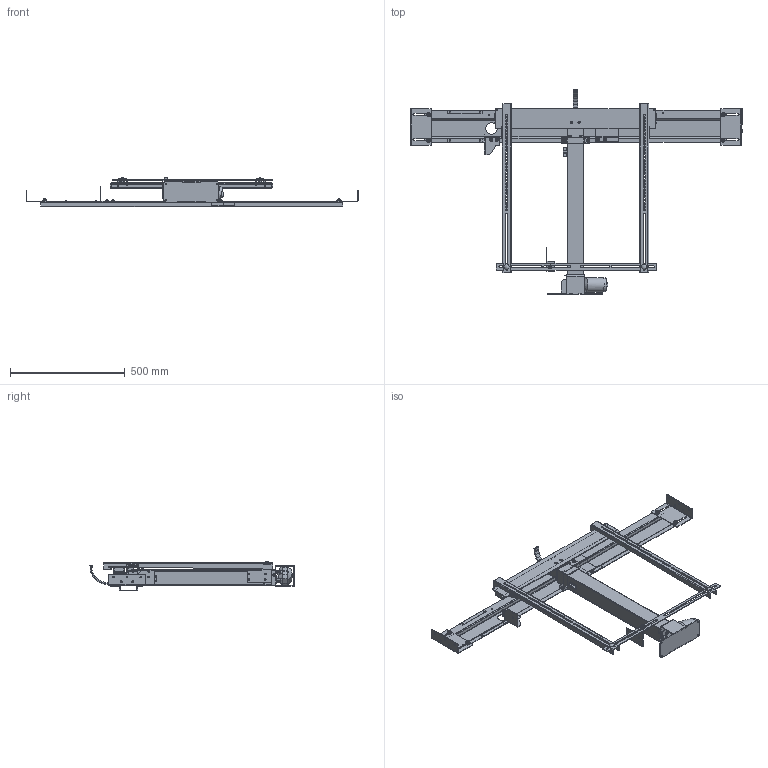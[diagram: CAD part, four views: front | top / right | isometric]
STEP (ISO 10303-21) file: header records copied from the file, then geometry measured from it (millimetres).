
FILE_DESCRIPTION((''),'2;1');
FILE_NAME('P3.00.00 PODNOŚNIK K3 PREMIUM_Uproszczony.stp','2018-10-31T13:47:34',('m.krzysiek'),(''),'Autodesk Inventor 2011','Autodesk Inventor 2011','');
FILE_SCHEMA(('AUTOMOTIVE_DESIGN { 1 0 10303 214 1 1 1 1 }'));
Length unit declared in the file: millimetre
Products named in the file (45): P3.00.00 PODNOŚNIK K3 PREMIUM; P3.01.00 Moduł napędu_uproszczony; KE.09.00 Zespł podstawy K_Model uproszczony; KE.09.01 Moduł podstawy; KE.09.01.01 Płytka silnika; PK.09.01.02 Podstawa; KE.09.01.03 Uchwyt sztycy pionowej; SILNIK 107.692_FCEE; PK.03.00 Oslona krancowki; K3.01.02 Zespół teleskopu K3_uproszczony; K3.01.02.01 Profil zewnętrzny; K3.01.02.02 Profil pośredni; K3.01.02.03 Profil wewnętrzny; PK.01.02 Zabierak wieka; PK.01.04 Wkładka nośna; P3.02.00 Uchwyt telewizora _PREM; KP.21.00_Uchwyt łańcucha; ISO 8678 M8 x 16; ISO 7089 8 - 140 HV; ISO 4032 M8; KP.24.00_łącznik zawiesia; PK.10.00 Moduł belki nośnej; PK.10.01 Belka pozioma_B3M; PK.10.02 Nakładka belki; PK.01.01 Tulejka belki; K3.02.02 Belka pionowa; PK.01.03 Blokada zawiesia; ISO 7380 M4 x 8; PK.02.00 Uchwyt teleskopu; PK.02.01 Uchwyt teleskopu_blacha; PK.02.02 Nakładka filcowa; P2.03.00Zespł mocowaniaK2; KP.14.00 Bleka mocowania podnośnika długa (795mm); KP.14.01 Bleka mocowania podnośnika Długa(795mm); FH-MX-XX-ST M8x1.25-18; FH-MX-XX-ST M6x1-12; KP.17.00 Zawiesie sterownika; ISO 4161 M6; KP.10.00 Kątownik belki; KP.22.00 Wspornik łańcucha ...
Assembly tree (78 placements, depth 5):
  P3.00.00 PODNOŚNIK K3 PREMIUM
    P3.01.00 Moduł napędu_uproszczony
      KE.09.00 Zespł podstawy K_Model uproszczony
        KE.09.01 Moduł podstawy
          KE.09.01.01 Płytka silnika
          PK.09.01.02 Podstawa
          KE.09.01.03 Uchwyt sztycy pionowej
        SILNIK 107.692_FCEE
      PK.03.00 Oslona krancowki
      K3.01.02 Zespół teleskopu K3_uproszczony
        K3.01.02.01 Profil zewnętrzny
        K3.01.02.02 Profil pośredni
        K3.01.02.03 Profil wewnętrzny
      PK.01.02 Zabierak wieka
      PK.01.04 Wkładka nośna
    P3.02.00 Uchwyt telewizora _PREM
      KP.21.00_Uchwyt łańcucha
      ISO 8678 M8 x 16  x3
      ISO 7089 8 - 140 HV  x3
      ISO 4032 M8  x3
      KP.24.00_łącznik zawiesia
      PK.10.00 Moduł belki nośnej
        PK.10.01 Belka pozioma_B3M
        PK.10.02 Nakładka belki
        PK.01.01 Tulejka belki  x2
      K3.02.02 Belka pionowa  x2
      PK.01.03 Blokada zawiesia  x2
      ISO 7380 M4 x 8  x4
    PK.02.00 Uchwyt teleskopu
      PK.02.01 Uchwyt teleskopu_blacha
      PK.02.02 Nakładka filcowa
    P2.03.00Zespł mocowaniaK2
      KP.14.00 Bleka mocowania podnośnika długa (795mm)
        KP.14.01 Bleka mocowania podnośnika Długa(795mm)
        FH-MX-XX-ST M8x1.25-18  x2
        FH-MX-XX-ST M6x1-12  x8
        KP.17.00 Zawiesie sterownika  x2
      ISO 4161 M6  x6
      KP.10.00 Kątownik belki  x2
      KP.22.00 Wspornik łańcucha
      KP.15.00 Bleka mocowania podnośnika krótka (573mm)
        KP.16.00 Wspornik belki
        KP.15.01 Bleka mocowania podnośnika krótka(522mm)
        FH-MX-XX-ST M8x1.25-18  x2
      ISO 4161 M8  x4
    ISO 4161 M6  x2
    Filc_CZ-3x20x745_K3
Bounding box: 1448 x 890.03 x 130.1 mm (x, y, z)
Volume: 2839979.7 mm3; surface area: 2341558.6 mm2
Topology: 68 solids, 68 shells, 2730 faces, 6920 edges, 4319 vertices
Faces by surface type: plane 1681, cylinder 808, cone 213, torus 23, sphere 3, bspline 2
Full cylindrical faces by diameter (mm): 1.567 x2, 2.5 x3, 3 x1, 3.2 x2, 3.242 x8, 3.8 x1, 4 x8, 4.1 x8, 4.134 x2, 4.2 x4, 4.5 x6, 4.917 x8, 5 x7, 5.2 x2, 5.5 x4, 5.6 x8, 6 x11, 6.1 x8, 6.6 x2, 6.647 x7, 7 x18, 7.5 x6, 7.6 x8, 8 x17, 8.1 x2, 8.2 x2, 8.4 x3, 8.5 x68, 10 x9, 11 x3
Entity records: 46928 total; most frequent: DIRECTION 8093, CARTESIAN_POINT 8023, ORIENTED_EDGE 7394, EDGE_CURVE 3697, AXIS2_PLACEMENT_3D 2834, VERTEX_POINT 2425, VECTOR 2425, LINE 2425
